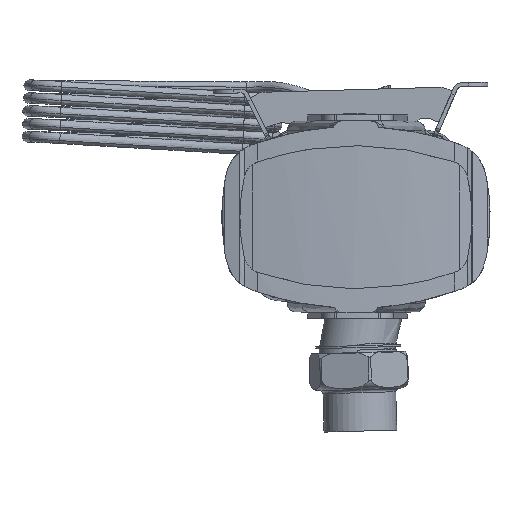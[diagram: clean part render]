
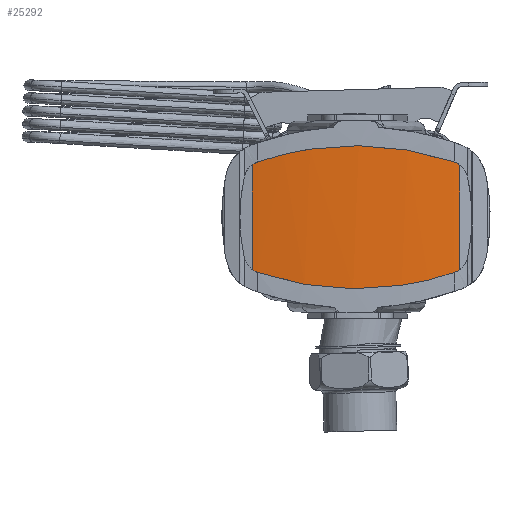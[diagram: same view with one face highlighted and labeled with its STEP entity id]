
A CAD part, front view. The second image highlights one B-rep face of the part: STEP entity #25292.
In plain terms, the highlighted free-form (B-spline) face has degree [2, 1] with [3, 2] control points.
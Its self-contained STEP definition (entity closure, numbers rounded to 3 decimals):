
#315=B_SPLINE_SURFACE_WITH_KNOTS('',2,1,((#40837,#40838),(#40839,#40840),
(#40841,#40842)),.UNSPECIFIED.,.F.,.F.,.F.,(3,3),(2,2),(0.,1.),(-10.,10.),
 .UNSPECIFIED.);
#471=B_SPLINE_CURVE_WITH_KNOTS('',3,(#40325,#40326,#40327,#40328,#40329,
#40330,#40331),.UNSPECIFIED.,.F.,.F.,(4,3,4),(0.,0.234,0.467),
 .UNSPECIFIED.);
#473=B_SPLINE_CURVE_WITH_KNOTS('',3,(#40358,#40359,#40360,#40361,#40362,
#40363,#40364,#40365,#40366,#40367,#40368,#40369),.UNSPECIFIED.,.F.,.F.,
(4,2,2,2,2,4),(0.,4.467,7.64,10.73,12.956,
15.609),.UNSPECIFIED.);
#475=B_SPLINE_CURVE_WITH_KNOTS('',3,(#40400,#40401,#40402,#40403,#40404,
#40405,#40406),.UNSPECIFIED.,.F.,.F.,(4,3,4),(0.,0.234,0.468),
 .UNSPECIFIED.);
#485=B_SPLINE_CURVE_WITH_KNOTS('',3,(#40644,#40645,#40646,#40647,#40648,
#40649,#40650),.UNSPECIFIED.,.F.,.F.,(4,3,4),(0.,0.234,0.467),
 .UNSPECIFIED.);
#487=B_SPLINE_CURVE_WITH_KNOTS('',3,(#40677,#40678,#40679,#40680,#40681,
#40682,#40683,#40684,#40685,#40686,#40687,#40688),.UNSPECIFIED.,.F.,.F.,
(4,2,2,2,2,4),(0.,4.458,7.626,10.721,12.949,
15.609),.UNSPECIFIED.);
#489=B_SPLINE_CURVE_WITH_KNOTS('',3,(#40714,#40715,#40716,#40717,#40718,
#40719,#40720),.UNSPECIFIED.,.F.,.F.,(4,3,4),(0.,0.234,0.468),
 .UNSPECIFIED.);
#3087=FACE_OUTER_BOUND('',#4461,.T.);
#4461=EDGE_LOOP('',(#20459,#20460,#20461,#20462,#20463,#20464,#20465,#20466));
#6943=LINE('',#40774,#9445);
#6954=LINE('',#40836,#9456);
#9445=VECTOR('',#31290,10.);
#9456=VECTOR('',#31323,10.);
#11468=VERTEX_POINT('',#40322);
#11469=VERTEX_POINT('',#40324);
#11470=VERTEX_POINT('',#40356);
#11472=VERTEX_POINT('',#40393);
#11526=VERTEX_POINT('',#40641);
#11527=VERTEX_POINT('',#40643);
#11528=VERTEX_POINT('',#40675);
#11529=VERTEX_POINT('',#40707);
#14576=EDGE_CURVE('',#11469,#11468,#471,.T.);
#14579=EDGE_CURVE('',#11468,#11470,#473,.T.);
#14584=EDGE_CURVE('',#11470,#11472,#475,.T.);
#14660=EDGE_CURVE('',#11527,#11526,#485,.T.);
#14663=EDGE_CURVE('',#11526,#11528,#487,.T.);
#14665=EDGE_CURVE('',#11528,#11529,#489,.T.);
#14674=EDGE_CURVE('',#11527,#11472,#6943,.T.);
#14690=EDGE_CURVE('',#11469,#11529,#6954,.T.);
#20459=ORIENTED_EDGE('',*,*,#14584,.T.);
#20460=ORIENTED_EDGE('',*,*,#14674,.F.);
#20461=ORIENTED_EDGE('',*,*,#14660,.T.);
#20462=ORIENTED_EDGE('',*,*,#14663,.T.);
#20463=ORIENTED_EDGE('',*,*,#14665,.T.);
#20464=ORIENTED_EDGE('',*,*,#14690,.F.);
#20465=ORIENTED_EDGE('',*,*,#14576,.T.);
#20466=ORIENTED_EDGE('',*,*,#14579,.T.);
#25292=ADVANCED_FACE('',(#3087),#315,.F.);
#31290=DIRECTION('',(0.,0.,1.));
#31323=DIRECTION('',(0.,0.,-1.));
#40322=CARTESIAN_POINT('',(76.376,-265.478,42.408));
#40324=CARTESIAN_POINT('',(80.463,-264.916,40.262));
#40325=CARTESIAN_POINT('Ctrl Pts',(80.463,-264.916,40.262));
#40326=CARTESIAN_POINT('Ctrl Pts',(79.837,-265.004,40.717));
#40327=CARTESIAN_POINT('Ctrl Pts',(79.18,-265.096,41.125));
#40328=CARTESIAN_POINT('Ctrl Pts',(78.497,-265.19,41.484));
#40329=CARTESIAN_POINT('Ctrl Pts',(77.814,-265.284,41.842));
#40330=CARTESIAN_POINT('Ctrl Pts',(77.105,-265.381,42.151));
#40331=CARTESIAN_POINT('Ctrl Pts',(76.376,-265.478,42.408));
#40356=CARTESIAN_POINT('',(-76.376,-265.48,42.408));
#40358=CARTESIAN_POINT('Ctrl Pts',(76.376,-265.478,42.408));
#40359=CARTESIAN_POINT('Ctrl Pts',(62.4,-267.352,47.19));
#40360=CARTESIAN_POINT('Ctrl Pts',(47.976,-268.769,50.662));
#40361=CARTESIAN_POINT('Ctrl Pts',(22.799,-270.242,54.246));
#40362=CARTESIAN_POINT('Ctrl Pts',(12.24,-270.57,55.033));
#40363=CARTESIAN_POINT('Ctrl Pts',(-8.652,-270.633,
55.18));
#40364=CARTESIAN_POINT('Ctrl Pts',(-18.947,-270.383,
54.575));
#40365=CARTESIAN_POINT('Ctrl Pts',(-36.508,-269.484,
52.389));
#40366=CARTESIAN_POINT('Ctrl Pts',(-43.801,-268.968,
51.129));
#40367=CARTESIAN_POINT('Ctrl Pts',(-59.615,-267.55,
47.627));
#40368=CARTESIAN_POINT('Ctrl Pts',(-68.079,-266.595,
45.247));
#40369=CARTESIAN_POINT('Ctrl Pts',(-76.376,-265.48,
42.408));
#40393=CARTESIAN_POINT('',(-80.463,-264.916,40.263));
#40400=CARTESIAN_POINT('Ctrl Pts',(-76.376,-265.48,
42.408));
#40401=CARTESIAN_POINT('Ctrl Pts',(-77.105,-265.382,
42.151));
#40402=CARTESIAN_POINT('Ctrl Pts',(-77.814,-265.285,
41.843));
#40403=CARTESIAN_POINT('Ctrl Pts',(-78.497,-265.191,
41.484));
#40404=CARTESIAN_POINT('Ctrl Pts',(-79.18,-265.097,
41.126));
#40405=CARTESIAN_POINT('Ctrl Pts',(-79.837,-265.005,
40.718));
#40406=CARTESIAN_POINT('Ctrl Pts',(-80.463,-264.916,
40.263));
#40641=CARTESIAN_POINT('',(-76.376,-265.48,-43.308));
#40643=CARTESIAN_POINT('',(-80.463,-264.916,-41.163));
#40644=CARTESIAN_POINT('Ctrl Pts',(-80.463,-264.916,
-41.163));
#40645=CARTESIAN_POINT('Ctrl Pts',(-79.837,-265.005,
-41.617));
#40646=CARTESIAN_POINT('Ctrl Pts',(-79.18,-265.097,
-42.026));
#40647=CARTESIAN_POINT('Ctrl Pts',(-78.497,-265.191,
-42.384));
#40648=CARTESIAN_POINT('Ctrl Pts',(-77.814,-265.285,
-42.743));
#40649=CARTESIAN_POINT('Ctrl Pts',(-77.105,-265.382,
-43.051));
#40650=CARTESIAN_POINT('Ctrl Pts',(-76.376,-265.48,
-43.308));
#40675=CARTESIAN_POINT('',(76.376,-265.478,-43.308));
#40677=CARTESIAN_POINT('Ctrl Pts',(-76.376,-265.48,
-43.308));
#40678=CARTESIAN_POINT('Ctrl Pts',(-62.427,-267.355,-48.08));
#40679=CARTESIAN_POINT('Ctrl Pts',(-48.032,-268.771,
-51.548));
#40680=CARTESIAN_POINT('Ctrl Pts',(-22.902,-270.242,-55.135));
#40681=CARTESIAN_POINT('Ctrl Pts',(-12.36,-270.57,
-55.926));
#40682=CARTESIAN_POINT('Ctrl Pts',(8.528,-270.634,-56.085));
#40683=CARTESIAN_POINT('Ctrl Pts',(18.836,-270.383,-55.485));
#40684=CARTESIAN_POINT('Ctrl Pts',(36.42,-269.484,-53.303));
#40685=CARTESIAN_POINT('Ctrl Pts',(43.722,-268.968,-52.045));
#40686=CARTESIAN_POINT('Ctrl Pts',(59.568,-267.549,-48.54));
#40687=CARTESIAN_POINT('Ctrl Pts',(68.056,-266.594,-46.155));
#40688=CARTESIAN_POINT('Ctrl Pts',(76.376,-265.478,-43.308));
#40707=CARTESIAN_POINT('',(80.463,-264.916,-41.163));
#40714=CARTESIAN_POINT('Ctrl Pts',(76.376,-265.478,-43.308));
#40715=CARTESIAN_POINT('Ctrl Pts',(77.105,-265.381,-43.051));
#40716=CARTESIAN_POINT('Ctrl Pts',(77.814,-265.284,-42.743));
#40717=CARTESIAN_POINT('Ctrl Pts',(78.497,-265.19,-42.384));
#40718=CARTESIAN_POINT('Ctrl Pts',(79.18,-265.096,-42.026));
#40719=CARTESIAN_POINT('Ctrl Pts',(79.837,-265.004,-41.618));
#40720=CARTESIAN_POINT('Ctrl Pts',(80.463,-264.916,-41.163));
#40774=CARTESIAN_POINT('',(-80.463,-264.916,0.));
#40836=CARTESIAN_POINT('',(80.463,-264.916,0.));
#40837=CARTESIAN_POINT('Ctrl Pts',(80.463,-264.916,-100.));
#40838=CARTESIAN_POINT('Ctrl Pts',(80.463,-264.916,100.));
#40839=CARTESIAN_POINT('Ctrl Pts',(-0.117,-276.294,
-100.));
#40840=CARTESIAN_POINT('Ctrl Pts',(-0.117,-276.294,
100.));
#40841=CARTESIAN_POINT('Ctrl Pts',(-80.463,-264.916,
-100.));
#40842=CARTESIAN_POINT('Ctrl Pts',(-80.463,-264.916,
100.));
